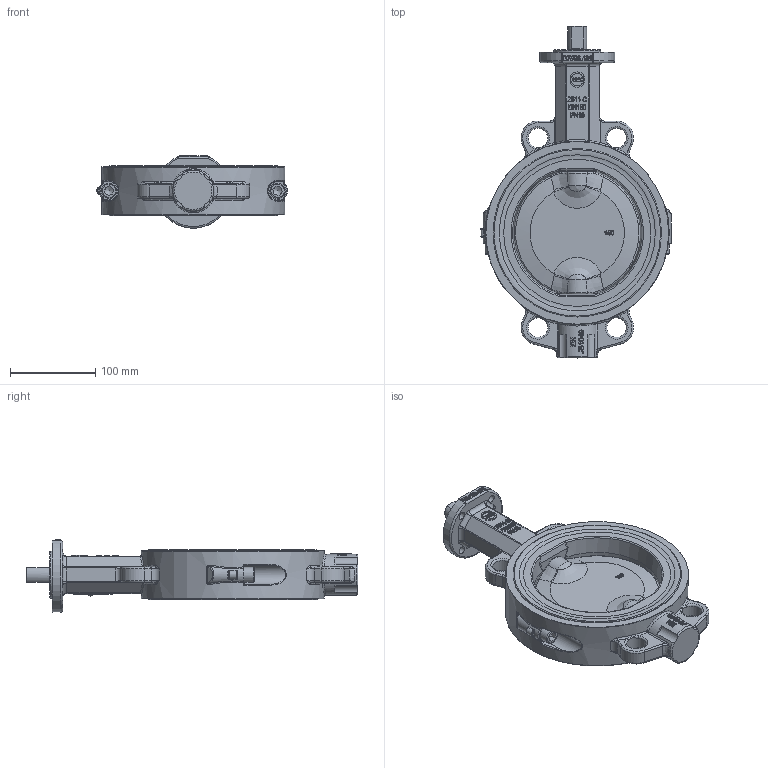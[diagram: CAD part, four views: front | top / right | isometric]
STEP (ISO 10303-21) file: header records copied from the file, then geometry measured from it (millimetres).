
FILE_DESCRIPTION(/* description */ (''),/* implementation_level */ '2;1');
FILE_NAME(/* name */ 'Z611-C_DN150.stp',/* time_stamp */ '2019-01-30T09:08:18+01:00',/* author */ ('hellwig'),/* organization */ (''),/* preprocessor_version */ 'ST-DEVELOPER v16.5',/* originating_system */ 'Autodesk Inventor 2017',/* authorisation */ '');
FILE_SCHEMA (('CONFIG_CONTROL_DESIGN'));
Products named in the file (1): M751
Bounding box: 223.98 x 390 x 84.83 mm (x, y, z)
Volume: 1649794.5 mm3; surface area: 281051.1 mm2
Topology: 1 solids, 19 shells, 2277 faces, 5917 edges, 3838 vertices
Faces by surface type: plane 1098, bspline 834, cylinder 197, torus 103, cone 33, sphere 12
Full cylindrical faces by diameter (mm): 2.5 x1, 3 x4, 3.2 x2, 9 x4, 10.106 x2, 18 x2, 22 x3, 22.23 x3, 23 x5, 29.95 x3, 30 x8, 48 x1, 54.9 x1, 163.6 x2, 190 x2, 190.8 x2, 197.8 x2, 198 x2, 215 x1
Entity records: 80980 total; most frequent: CARTESIAN_POINT 28555, ORIENTED_EDGE 11530, DIRECTION 7844, EDGE_CURVE 5765, VERTEX_POINT 3810, LINE 3290, VECTOR 3290, EDGE_LOOP 2607
